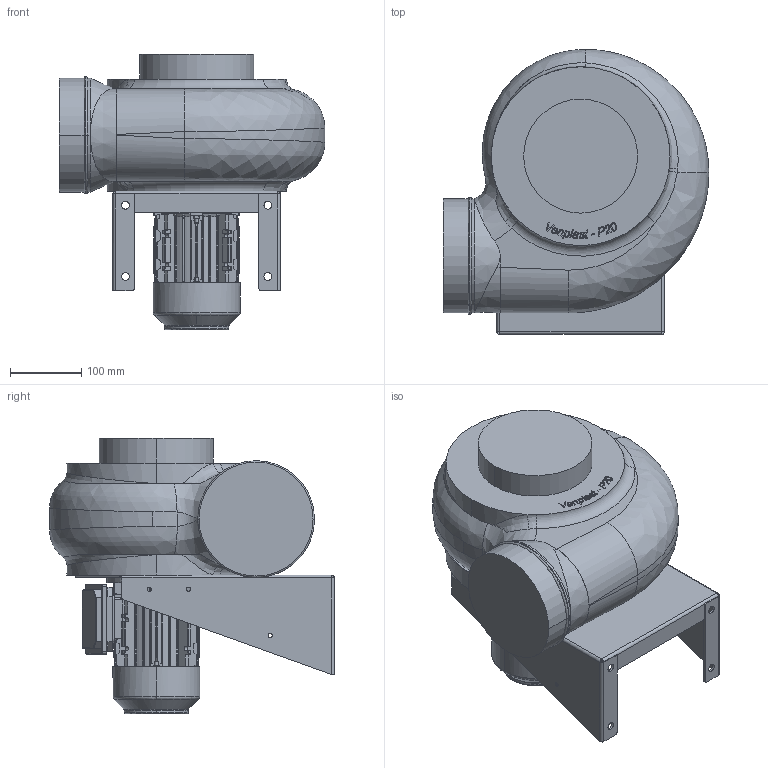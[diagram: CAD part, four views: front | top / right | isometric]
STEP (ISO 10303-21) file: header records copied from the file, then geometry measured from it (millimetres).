
FILE_DESCRIPTION (( 'STEP AP203' ), '1' );
FILE_NAME ('PR-AC 200 LG270.STEP', '2022-07-22T13:15:54', ( '' ), ( '' ), 'SwSTEP 2.0', 'SolidWorks 2022', '' );
FILE_SCHEMA (( 'CONFIG_CONTROL_DESIGN' ));
Length unit declared in the file: millimetre
Products named in the file (5): PR-AC 200 LG270; Staffa P20_Lamiera.STEP; TA63 B5.STEP; Coclea P20LG.STEP; P20LG-270.STEP
Assembly tree (4 placements, depth 3):
  PR-AC 200 LG270
    P20LG-270.STEP
      Staffa P20_Lamiera.STEP
      Coclea P20LG.STEP
      TA63 B5.STEP
Bounding box: 373 x 400 x 386.75 mm (x, y, z)
Volume: 15154809.2 mm3; surface area: 879487.3 mm2
Topology: 2 solids, 3 shells, 1429 faces, 4022 edges, 2639 vertices
Faces by surface type: plane 635, cylinder 542, bspline 175, cone 71, torus 6
Entity records: 68882 total; most frequent: CARTESIAN_POINT 38764, ORIENTED_EDGE 8036, EDGE_CURVE 4022, B_SPLINE_CURVE_WITH_KNOTS 3395, DIRECTION 3250, VERTEX_POINT 2639, EDGE_LOOP 1525, FACE_OUTER_BOUND 1429
